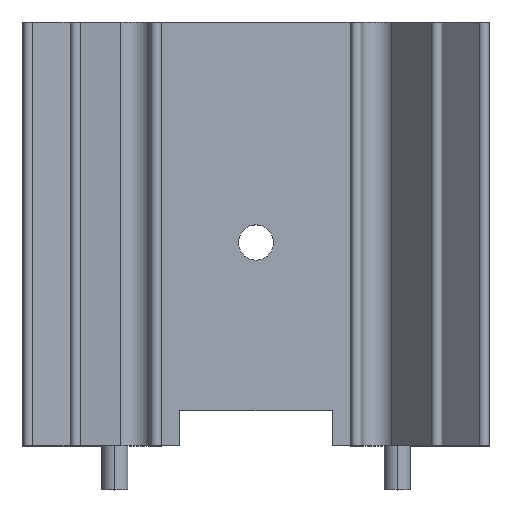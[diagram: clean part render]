
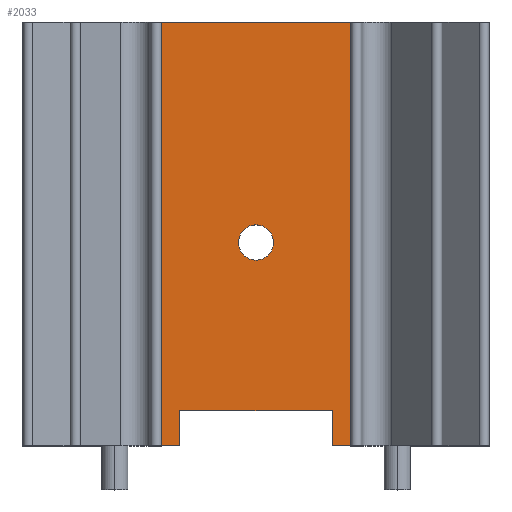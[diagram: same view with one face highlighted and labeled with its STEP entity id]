
A CAD part, top view. The second image highlights one B-rep face of the part: STEP entity #2033.
In plain terms, the highlighted planar face has unit normal (0, 0, 1).
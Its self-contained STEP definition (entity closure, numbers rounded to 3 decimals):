
#3 = VECTOR ( 'NONE', #1048, 1000. ) ;
#4 = LINE ( 'NONE', #912, #214 ) ;
#15 = ORIENTED_EDGE ( 'NONE', *, *, #2573, .F. ) ;
#82 = LINE ( 'NONE', #528, #1095 ) ;
#118 = ORIENTED_EDGE ( 'NONE', *, *, #2851, .T. ) ;
#209 = VERTEX_POINT ( 'NONE', #285 ) ;
#214 = VECTOR ( 'NONE', #2705, 1000. ) ;
#240 = VECTOR ( 'NONE', #1259, 1000. ) ;
#285 = CARTESIAN_POINT ( 'NONE',  ( -6.86, 3.18, 0.785 ) ) ;
#286 = CARTESIAN_POINT ( 'NONE',  ( 0., 0., 0.785 ) ) ;
#316 = FACE_BOUND ( 'NONE', #1010, .T. ) ;
#325 = DIRECTION ( 'NONE',  ( 0., 0., -1. ) ) ;
#343 = ORIENTED_EDGE ( 'NONE', *, *, #1019, .F. ) ;
#352 = VECTOR ( 'NONE', #1308, 1000. ) ;
#370 = CARTESIAN_POINT ( 'NONE',  ( -8.51, 0., 0.785 ) ) ;
#375 = ORIENTED_EDGE ( 'NONE', *, *, #2585, .T. ) ;
#377 = CARTESIAN_POINT ( 'NONE',  ( 6.86, 1.59, 0.785 ) ) ;
#438 = CARTESIAN_POINT ( 'NONE',  ( 6.86, 3.18, 0.785 ) ) ;
#528 = CARTESIAN_POINT ( 'NONE',  ( -3.43, 3.18, 0.785 ) ) ;
#717 = DIRECTION ( 'NONE',  ( 0., -1., 0. ) ) ;
#795 = EDGE_CURVE ( 'NONE', #2070, #1985, #2371, .T. ) ;
#831 = EDGE_CURVE ( 'NONE', #1034, #209, #2909, .T. ) ;
#853 = VECTOR ( 'NONE', #901, 1000. ) ;
#879 = LINE ( 'NONE', #1494, #352 ) ;
#901 = DIRECTION ( 'NONE',  ( -1., 0., 0. ) ) ;
#912 = CARTESIAN_POINT ( 'NONE',  ( 0., 0., 0.785 ) ) ;
#953 = ORIENTED_EDGE ( 'NONE', *, *, #1820, .F. ) ;
#1000 = CARTESIAN_POINT ( 'NONE',  ( 6.86, 0., 0.785 ) ) ;
#1009 = LINE ( 'NONE', #1476, #1175 ) ;
#1010 = EDGE_LOOP ( 'NONE', ( #1794, #2871 ) ) ;
#1019 = EDGE_CURVE ( 'NONE', #2498, #2022, #4, .T. ) ;
#1034 = VERTEX_POINT ( 'NONE', #1283 ) ;
#1048 = DIRECTION ( 'NONE',  ( 0., -1., 0. ) ) ;
#1064 = CARTESIAN_POINT ( 'NONE',  ( -6.86, 0., 0.785 ) ) ;
#1095 = VECTOR ( 'NONE', #1185, 1000. ) ;
#1126 = LINE ( 'NONE', #2955, #853 ) ;
#1175 = VECTOR ( 'NONE', #1919, 1000. ) ;
#1185 = DIRECTION ( 'NONE',  ( 1., 0., 0. ) ) ;
#1196 = EDGE_LOOP ( 'NONE', ( #1526, #2014, #953, #15, #1585, #118, #375, #343 ) ) ;
#1255 = CARTESIAN_POINT ( 'NONE',  ( -1.585, 18.29, 0.785 ) ) ;
#1259 = DIRECTION ( 'NONE',  ( -1., 0., 0. ) ) ;
#1283 = CARTESIAN_POINT ( 'NONE',  ( -6.86, 0., 0.785 ) ) ;
#1308 = DIRECTION ( 'NONE',  ( 0., 1., 0. ) ) ;
#1350 = EDGE_CURVE ( 'NONE', #1985, #2070, #1535, .T. ) ;
#1428 = DIRECTION ( 'NONE',  ( 0., 0., -1. ) ) ;
#1462 = VERTEX_POINT ( 'NONE', #1509 ) ;
#1475 = EDGE_CURVE ( 'NONE', #2498, #2857, #879, .T. ) ;
#1476 = CARTESIAN_POINT ( 'NONE',  ( -8.51, 0., 0.785 ) ) ;
#1494 = CARTESIAN_POINT ( 'NONE',  ( 8.51, 0., 0.785 ) ) ;
#1509 = CARTESIAN_POINT ( 'NONE',  ( -8.51, 38.1, 0.785 ) ) ;
#1526 = ORIENTED_EDGE ( 'NONE', *, *, #1475, .T. ) ;
#1535 = CIRCLE ( 'NONE', #2555, 1.585 ) ;
#1585 = ORIENTED_EDGE ( 'NONE', *, *, #831, .T. ) ;
#1654 = CARTESIAN_POINT ( 'NONE',  ( 1.585, 18.29, 0.785 ) ) ;
#1703 = AXIS2_PLACEMENT_3D ( 'NONE', #2600, #325, #1918 ) ;
#1794 = ORIENTED_EDGE ( 'NONE', *, *, #795, .T. ) ;
#1820 = EDGE_CURVE ( 'NONE', #2139, #1462, #1009, .T. ) ;
#1918 = DIRECTION ( 'NONE',  ( 1., 0., 0. ) ) ;
#1919 = DIRECTION ( 'NONE',  ( 0., 1., 0. ) ) ;
#1972 = AXIS2_PLACEMENT_3D ( 'NONE', #286, #2325, #717 ) ;
#1985 = VERTEX_POINT ( 'NONE', #1255 ) ;
#2014 = ORIENTED_EDGE ( 'NONE', *, *, #2763, .T. ) ;
#2022 = VERTEX_POINT ( 'NONE', #1000 ) ;
#2033 = ADVANCED_FACE ( 'NONE', ( #316, #2105 ), #2772, .F. ) ;
#2070 = VERTEX_POINT ( 'NONE', #1654 ) ;
#2105 = FACE_OUTER_BOUND ( 'NONE', #1196, .T. ) ;
#2139 = VERTEX_POINT ( 'NONE', #370 ) ;
#2325 = DIRECTION ( 'NONE',  ( 0., 0., -1. ) ) ;
#2339 = DIRECTION ( 'NONE',  ( 1., 0., 0. ) ) ;
#2357 = CARTESIAN_POINT ( 'NONE',  ( 8.51, 38.1, 0.785 ) ) ;
#2371 = CIRCLE ( 'NONE', #1703, 1.585 ) ;
#2484 = VECTOR ( 'NONE', #2712, 1000. ) ;
#2498 = VERTEX_POINT ( 'NONE', #2697 ) ;
#2555 = AXIS2_PLACEMENT_3D ( 'NONE', #2584, #1428, #2339 ) ;
#2573 = EDGE_CURVE ( 'NONE', #1034, #2139, #2665, .T. ) ;
#2584 = CARTESIAN_POINT ( 'NONE',  ( 0., 18.29, 0.785 ) ) ;
#2585 = EDGE_CURVE ( 'NONE', #2735, #2022, #2865, .T. ) ;
#2600 = CARTESIAN_POINT ( 'NONE',  ( 0., 18.29, 0.785 ) ) ;
#2649 = CARTESIAN_POINT ( 'NONE',  ( 0., 0., 0.785 ) ) ;
#2665 = LINE ( 'NONE', #2649, #240 ) ;
#2697 = CARTESIAN_POINT ( 'NONE',  ( 8.51, 0., 0.785 ) ) ;
#2705 = DIRECTION ( 'NONE',  ( -1., 0., 0. ) ) ;
#2712 = DIRECTION ( 'NONE',  ( 0., 1., 0. ) ) ;
#2735 = VERTEX_POINT ( 'NONE', #438 ) ;
#2763 = EDGE_CURVE ( 'NONE', #2857, #1462, #1126, .T. ) ;
#2772 = PLANE ( 'NONE',  #1972 ) ;
#2851 = EDGE_CURVE ( 'NONE', #209, #2735, #82, .T. ) ;
#2857 = VERTEX_POINT ( 'NONE', #2357 ) ;
#2865 = LINE ( 'NONE', #377, #3 ) ;
#2871 = ORIENTED_EDGE ( 'NONE', *, *, #1350, .T. ) ;
#2909 = LINE ( 'NONE', #1064, #2484 ) ;
#2955 = CARTESIAN_POINT ( 'NONE',  ( 0., 38.1, 0.785 ) ) ;
